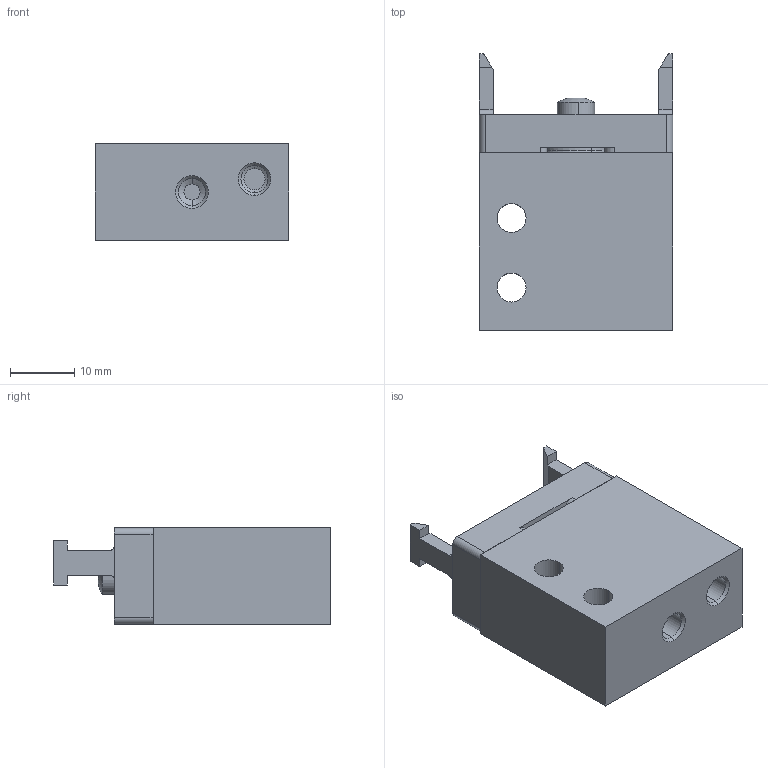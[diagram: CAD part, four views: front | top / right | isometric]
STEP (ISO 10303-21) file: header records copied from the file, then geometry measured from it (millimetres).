
FILE_DESCRIPTION (( 'STEP AP214' ), '1' );
FILE_NAME ('08_157_4.STEP', '2016-07-29T10:28:31', ( '' ), ( '' ), 'SwSTEP 2.0', 'SolidWorks 2016', '' );
FILE_SCHEMA (( 'AUTOMOTIVE_DESIGN' ));
Length unit declared in the file: millimetre
Products named in the file (1): 08_157_4
Bounding box: 30 x 42.9 x 15 mm (x, y, z)
Volume: 14173.5 mm3; surface area: 6550.6 mm2
Topology: 7 solids, 7 shells, 331 faces, 837 edges, 525 vertices
Faces by surface type: cone 120, plane 103, cylinder 90, torus 10, sphere 8
Entity records: 10304 total; most frequent: DIRECTION 1898, CARTESIAN_POINT 1780, ORIENTED_EDGE 1656, EDGE_CURVE 828, AXIS2_PLACEMENT_3D 768, VERTEX_POINT 522, CIRCLE 436, VECTOR 362
